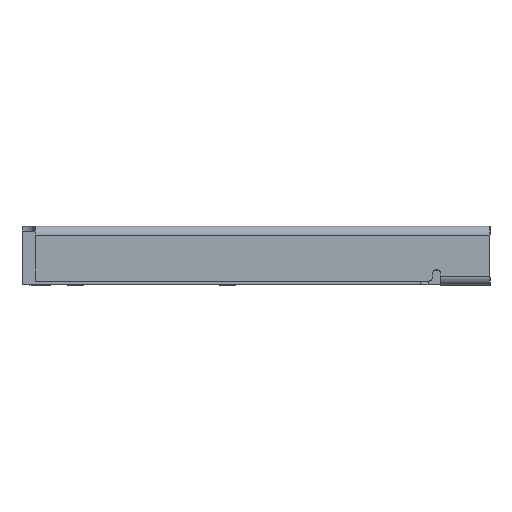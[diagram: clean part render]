
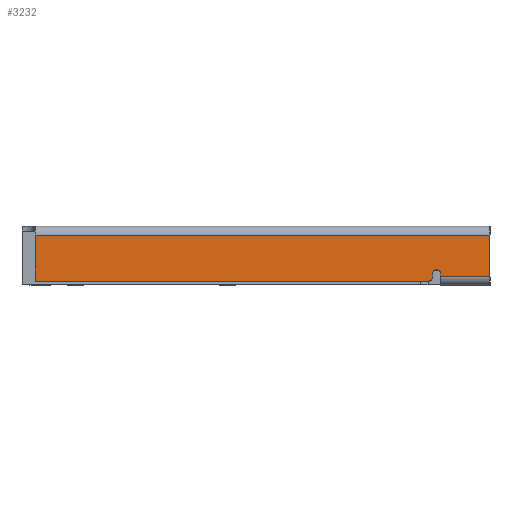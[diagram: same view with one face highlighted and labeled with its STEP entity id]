
A CAD part, left-side view. The second image highlights one B-rep face of the part: STEP entity #3232.
In plain terms, the highlighted planar face has unit normal (-1, 0, 0).
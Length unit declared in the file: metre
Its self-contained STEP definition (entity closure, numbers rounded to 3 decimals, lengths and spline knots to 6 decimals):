
#2228 = EDGE_CURVE( '', #5981, #5982, #5983, .T. );
#2412 = EDGE_CURVE( '', #5981, #6306, #6307, .T. );
#2588 = EDGE_CURVE( '', #5638, #6528, #6594, .T. );
#2778 = EDGE_CURVE( '', #6898, #6187, #6899, .T. );
#3232 = ADVANCED_FACE( '', ( #7585 ), #7586, .T. );
#3720 = EDGE_CURVE( '', #6528, #5982, #8259, .T. );
#4188 = EDGE_CURVE( '', #6292, #6306, #8850, .T. );
#4298 = EDGE_CURVE( '', #6292, #6898, #8987, .T. );
#4440 = EDGE_CURVE( '', #6187, #7387, #9153, .T. );
#5208 = EDGE_CURVE( '', #5638, #7387, #10043, .T. );
#5638 = VERTEX_POINT( '', #10517 );
#5981 = VERTEX_POINT( '', #10986 );
#5982 = VERTEX_POINT( '', #10987 );
#5983 = CIRCLE( '', #10988, 0.0001 );
#6187 = VERTEX_POINT( '', #11266 );
#6292 = VERTEX_POINT( '', #11412 );
#6306 = VERTEX_POINT( '', #11432 );
#6307 = LINE( '', #11433, #11434 );
#6528 = VERTEX_POINT( '', #11731 );
#6594 = LINE( '', #11822, #11823 );
#6898 = VERTEX_POINT( '', #12239 );
#6899 = LINE( '', #12240, #12241 );
#7387 = VERTEX_POINT( '', #12930 );
#7585 = FACE_OUTER_BOUND( '', #13216, .T. );
#7586 = PLANE( '', #13217 );
#8259 = LINE( '', #14205, #14206 );
#8850 = CIRCLE( '', #15076, 0.0001 );
#8987 = LINE( '', #15280, #15281 );
#9153 = LINE( '', #15540, #15541 );
#10043 = LINE( '', #16930, #16931 );
#10517 = CARTESIAN_POINT( '', ( -0.00598, -0.005685, 0.000227 ) );
#10986 = CARTESIAN_POINT( '', ( -0.00598, -0.004285, 0.000287 ) );
#10987 = CARTESIAN_POINT( '', ( -0.00598, -0.004485, 0.000287 ) );
#10988 = AXIS2_PLACEMENT_3D( '', #17440, #17441, #17442 );
#11266 = CARTESIAN_POINT( '', ( -0.00598, 0.005395, 0.001227 ) );
#11412 = CARTESIAN_POINT( '', ( -0.00598, -0.004185, 0.000107 ) );
#11432 = CARTESIAN_POINT( '', ( -0.00598, -0.004285, 0.000207 ) );
#11433 = CARTESIAN_POINT( '', ( -0.00598, -0.004285, 0.000287 ) );
#11434 = VECTOR( '', #17724, 1. );
#11731 = CARTESIAN_POINT( '', ( -0.00598, -0.004485, 0.000227 ) );
#11822 = CARTESIAN_POINT( '', ( -0.00598, -0.005685, 0.000227 ) );
#11823 = VECTOR( '', #18060, 1. );
#12239 = CARTESIAN_POINT( '', ( -0.00598, 0.005395, 0.000107 ) );
#12240 = CARTESIAN_POINT( '', ( -0.00598, 0.005395, 0.000107 ) );
#12241 = VECTOR( '', #18419, 1. );
#12930 = CARTESIAN_POINT( '', ( -0.00598, -0.005685, 0.001227 ) );
#13216 = EDGE_LOOP( '', ( #19299, #19300, #19301, #19302, #19303, #19304, #19305, #19306, #19307 ) );
#13217 = AXIS2_PLACEMENT_3D( '', #19308, #19309, #19310 );
#14205 = CARTESIAN_POINT( '', ( -0.00598, -0.004485, 0.000227 ) );
#14206 = VECTOR( '', #20087, 1. );
#15076 = AXIS2_PLACEMENT_3D( '', #20979, #20980, #20981 );
#15280 = CARTESIAN_POINT( '', ( -0.00598, -0.004185, 0.000107 ) );
#15281 = VECTOR( '', #21172, 1. );
#15540 = CARTESIAN_POINT( '', ( -0.00598, 0.005395, 0.001227 ) );
#15541 = VECTOR( '', #21400, 1. );
#16930 = CARTESIAN_POINT( '', ( -0.00598, -0.005685, 0.000227 ) );
#16931 = VECTOR( '', #22730, 1. );
#17440 = CARTESIAN_POINT( '', ( -0.00598, -0.004385, 0.000287 ) );
#17441 = DIRECTION( '', ( 1., 0., 0. ) );
#17442 = DIRECTION( '', ( 0., 1., 0. ) );
#17724 = DIRECTION( '', ( 0., 0., -1. ) );
#18060 = DIRECTION( '', ( 0., 1., 0. ) );
#18419 = DIRECTION( '', ( 0., 0., 1. ) );
#19299 = ORIENTED_EDGE( '', *, *, #4298, .F. );
#19300 = ORIENTED_EDGE( '', *, *, #4188, .T. );
#19301 = ORIENTED_EDGE( '', *, *, #2412, .F. );
#19302 = ORIENTED_EDGE( '', *, *, #2228, .T. );
#19303 = ORIENTED_EDGE( '', *, *, #3720, .F. );
#19304 = ORIENTED_EDGE( '', *, *, #2588, .F. );
#19305 = ORIENTED_EDGE( '', *, *, #5208, .T. );
#19306 = ORIENTED_EDGE( '', *, *, #4440, .F. );
#19307 = ORIENTED_EDGE( '', *, *, #2778, .F. );
#19308 = CARTESIAN_POINT( '', ( -0.00598, -0.008035, 0.001378 ) );
#19309 = DIRECTION( '', ( -1., 0., 0. ) );
#19310 = DIRECTION( '', ( 0., 0., 1. ) );
#20087 = DIRECTION( '', ( 0., 0., 1. ) );
#20979 = CARTESIAN_POINT( '', ( -0.00598, -0.004185, 0.000207 ) );
#20980 = DIRECTION( '', ( -1., 0., 0. ) );
#20981 = DIRECTION( '', ( 0., 0., -1. ) );
#21172 = DIRECTION( '', ( 0., 1., 0. ) );
#21400 = DIRECTION( '', ( 0., -1., 0. ) );
#22730 = DIRECTION( '', ( 0., 0., 1. ) );
